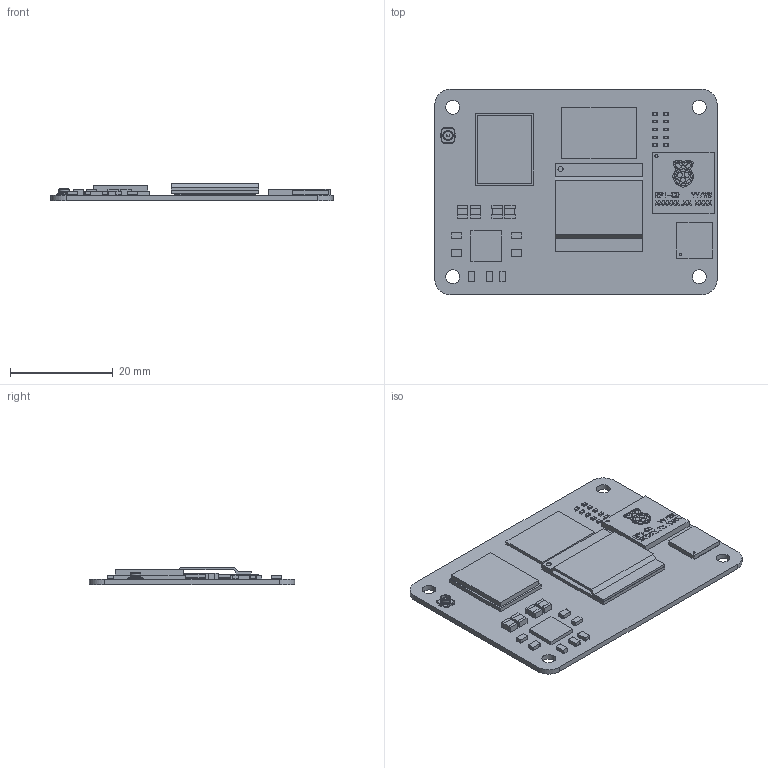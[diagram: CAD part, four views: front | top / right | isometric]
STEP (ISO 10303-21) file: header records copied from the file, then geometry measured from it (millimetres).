
FILE_DESCRIPTION(/* description */ ('STEP AP214'),/* implementation_level */ '2;1');
FILE_NAME(/* name */ 'CM5R5-3dsteps.step',/* time_stamp */ '2025-04-14T01:42:55+08:00',/* author */ (''),/* organization */ (''),/* preprocessor_version */ 'ST-DEVELOPER v20.1',/* originating_system */ 'Autodesk Translation Framework v14.4.0.0',/* authorisation */ '');
FILE_SCHEMA (('AUTOMOTIVE_DESIGN { 1 0 10303 214 3 1 1 }'));
Length unit declared in the file: millimetre
Products named in the file (491): CM5r5; Components; ComponentsTop; U3; 200-ball_VFBGAold.step; C44; C43; C42; C41; C51; C53; C48; C50; C60; C61; C59; C58; C37; C38; C45; C46; C55; C56; C113; C127; C226; C242; C243; C305; C324; C325; C39; C4; C40; C47; C49; C5; C329; R39; R36 ...
Assembly tree (881 placements, depth 7):
  CM5r5
    Components
      ComponentsTop
        U3
          200-ball_VFBGAold.step
        C44
          CAP0201.step
        C43
          CAP0201.step
        C42
          CAP0201.step
        C41
          CAP0201.step
        C51
          CAP0201.step
        C53
          CAP0201.step
        C48
          CAP0201.step
        C50
          CAP0201.step
        C60
          CAP0201.step
        C61
          CAP0201.step
        C59
          CAP0201.step
        C58
          CAP0201.step
        C37
          CAP0201.step
        C38
          CAP0201.step
        C45
          CAP0201.step
        C46
          CAP0201.step
        C55
          CAP0201.step
        C56
          CAP0201.step
        C113
          CAP0201.step
        C127
          CAP0201.step
        C226
          CAP0201.step
        C242
          CAP0201.step
        C243
          CAP0201.step
        C305
          CAP0201.step
        C324
          CAP0201.step
        C325
          CAP0201.step
        C39
          CAP0201.step
        C4
Bounding box: 55 x 40 x 3.48 mm (x, y, z)
Volume: 3388.2 mm3; surface area: 8342.7 mm2
Topology: 334 solids, 334 shells, 1374 faces, 3540 edges, 2479 vertices
Faces by surface type: plane 1149, sphere 201, cylinder 21, cone 3
Full cylindrical faces by diameter (mm): 0.35 x1, 0.5 x1, 1 x1, 1.7 x1, 1.855 x1, 2 x2, 2.7 x4
Entity records: 36927 total; most frequent: CARTESIAN_POINT 6575, DIRECTION 5990, ORIENTED_EDGE 3326, AXIS2_PLACEMENT_3D 2459, EDGE_CURVE 1663, VERTEX_POINT 1495, PRODUCT_DEFINITION_SHAPE 1372, LINE 1072
